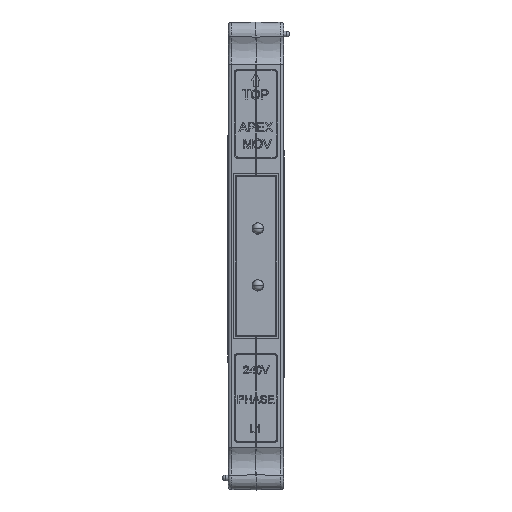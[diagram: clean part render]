
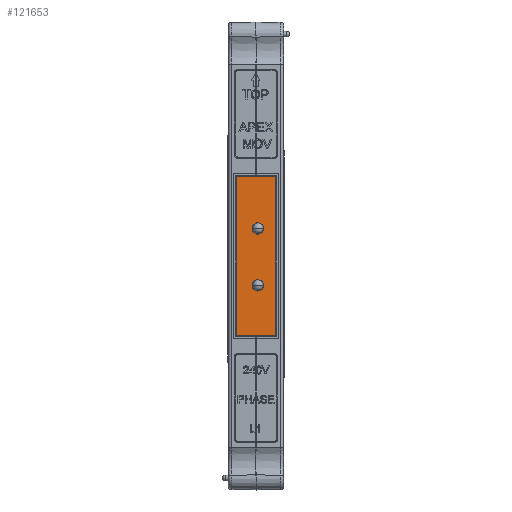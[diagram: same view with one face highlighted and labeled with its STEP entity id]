
A CAD part, top view. The second image highlights one B-rep face of the part: STEP entity #121653.
In plain terms, the highlighted planar face has unit normal (0, 0, 1).
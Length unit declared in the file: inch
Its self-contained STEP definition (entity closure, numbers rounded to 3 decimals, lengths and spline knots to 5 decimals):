
#1198 = LINE ( 'NONE', #58973, #94321 ) ;
#7369 = VECTOR ( 'NONE', #67353, 39.37008 ) ;
#7643 = VERTEX_POINT ( 'NONE', #112993 ) ;
#8818 = CARTESIAN_POINT ( 'NONE',  ( 0.005, 0.505, 0.04 ) ) ;
#9198 = DIRECTION ( 'NONE',  ( 1., 0., 0. ) ) ;
#11358 = VERTEX_POINT ( 'NONE', #25928 ) ;
#12558 = EDGE_LOOP ( 'NONE', ( #93246, #22836, #28773, #55398 ) ) ;
#13076 = VECTOR ( 'NONE', #50040, 39.37008 ) ;
#15190 = ORIENTED_EDGE ( 'NONE', *, *, #70854, .F. ) ;
#15700 = EDGE_CURVE ( 'NONE', #35036, #11358, #123694, .T. ) ;
#17333 = DIRECTION ( 'NONE',  ( 0., 0., 1. ) ) ;
#18601 = FACE_OUTER_BOUND ( 'NONE', #12558, .T. ) ;
#19768 = DIRECTION ( 'NONE',  ( -1., 0., 0. ) ) ;
#20618 = DIRECTION ( 'NONE',  ( 0., 0., -1. ) ) ;
#21079 = DIRECTION ( 'NONE',  ( 1., 0., 0. ) ) ;
#22670 = ORIENTED_EDGE ( 'NONE', *, *, #15700, .F. ) ;
#22836 = ORIENTED_EDGE ( 'NONE', *, *, #111513, .T. ) ;
#23682 = AXIS2_PLACEMENT_3D ( 'NONE', #58320, #20618, #19768 ) ;
#24183 = EDGE_LOOP ( 'NONE', ( #41908, #33181 ) ) ;
#25158 = CARTESIAN_POINT ( 'NONE',  ( 0.395, 1.445, 0.04 ) ) ;
#25928 = CARTESIAN_POINT ( 'NONE',  ( 0.105, 0.505, 0.04 ) ) ;
#26474 = EDGE_CURVE ( 'NONE', #111615, #48952, #1198, .T. ) ;
#28200 = CARTESIAN_POINT ( 'NONE',  ( 0.005, 0.505, 0.04 ) ) ;
#28773 = ORIENTED_EDGE ( 'NONE', *, *, #26474, .T. ) ;
#30774 = CARTESIAN_POINT ( 'NONE',  ( 0.395, -1.445, 0.04 ) ) ;
#33181 = ORIENTED_EDGE ( 'NONE', *, *, #69271, .F. ) ;
#35036 = VERTEX_POINT ( 'NONE', #70407 ) ;
#35414 = CARTESIAN_POINT ( 'NONE',  ( -0.095, -0.495, 0.04 ) ) ;
#36009 = VERTEX_POINT ( 'NONE', #25158 ) ;
#38848 = CARTESIAN_POINT ( 'NONE',  ( -0.395, 1.445, 0.04 ) ) ;
#40194 = VERTEX_POINT ( 'NONE', #35414 ) ;
#41142 = FACE_BOUND ( 'NONE', #96069, .T. ) ;
#41360 = CARTESIAN_POINT ( 'NONE',  ( 0.395, -1.445, 0.04 ) ) ;
#41908 = ORIENTED_EDGE ( 'NONE', *, *, #58801, .F. ) ;
#48739 = PLANE ( 'NONE',  #23682 ) ;
#48952 = VERTEX_POINT ( 'NONE', #50027 ) ;
#50027 = CARTESIAN_POINT ( 'NONE',  ( -0.395, -1.445, 0.04 ) ) ;
#50040 = DIRECTION ( 'NONE',  ( 0., 1., 0. ) ) ;
#51267 = CIRCLE ( 'NONE', #64931, 0.1 ) ;
#54107 = VECTOR ( 'NONE', #122176, 39.37008 ) ;
#55398 = ORIENTED_EDGE ( 'NONE', *, *, #107514, .T. ) ;
#58162 = LINE ( 'NONE', #30774, #13076 ) ;
#58320 = CARTESIAN_POINT ( 'NONE',  ( 0., 0., 0.04 ) ) ;
#58801 = EDGE_CURVE ( 'NONE', #7643, #40194, #93248, .T. ) ;
#58973 = CARTESIAN_POINT ( 'NONE',  ( -0.395, -1.445, 0.04 ) ) ;
#64366 = CARTESIAN_POINT ( 'NONE',  ( 0.005, -0.495, 0.04 ) ) ;
#64931 = AXIS2_PLACEMENT_3D ( 'NONE', #64366, #17333, #94160 ) ;
#67353 = DIRECTION ( 'NONE',  ( -1., 0., 0. ) ) ;
#68246 = DIRECTION ( 'NONE',  ( 0., -1., 0. ) ) ;
#69271 = EDGE_CURVE ( 'NONE', #40194, #7643, #51267, .T. ) ;
#70407 = CARTESIAN_POINT ( 'NONE',  ( -0.095, 0.505, 0.04 ) ) ;
#70854 = EDGE_CURVE ( 'NONE', #11358, #35036, #109333, .T. ) ;
#74092 = FACE_BOUND ( 'NONE', #24183, .T. ) ;
#74889 = DIRECTION ( 'NONE',  ( 1., 0., 0. ) ) ;
#76900 = AXIS2_PLACEMENT_3D ( 'NONE', #121072, #121920, #74889 ) ;
#87123 = EDGE_CURVE ( 'NONE', #109352, #36009, #58162, .T. ) ;
#87475 = CARTESIAN_POINT ( 'NONE',  ( -0.395, 1.445, 0.04 ) ) ;
#93246 = ORIENTED_EDGE ( 'NONE', *, *, #87123, .T. ) ;
#93248 = CIRCLE ( 'NONE', #76900, 0.1 ) ;
#94160 = DIRECTION ( 'NONE',  ( 1., 0., 0. ) ) ;
#94321 = VECTOR ( 'NONE', #68246, 39.37008 ) ;
#94488 = DIRECTION ( 'NONE',  ( 0., 0., 1. ) ) ;
#96069 = EDGE_LOOP ( 'NONE', ( #15190, #22670 ) ) ;
#97003 = DIRECTION ( 'NONE',  ( 0., 0., 1. ) ) ;
#105249 = LINE ( 'NONE', #108776, #54107 ) ;
#107514 = EDGE_CURVE ( 'NONE', #48952, #109352, #105249, .T. ) ;
#108509 = AXIS2_PLACEMENT_3D ( 'NONE', #28200, #94488, #9198 ) ;
#108776 = CARTESIAN_POINT ( 'NONE',  ( -0.395, -1.445, 0.04 ) ) ;
#109333 = CIRCLE ( 'NONE', #108509, 0.1 ) ;
#109352 = VERTEX_POINT ( 'NONE', #41360 ) ;
#111513 = EDGE_CURVE ( 'NONE', #36009, #111615, #112602, .T. ) ;
#111615 = VERTEX_POINT ( 'NONE', #87475 ) ;
#112602 = LINE ( 'NONE', #38848, #7369 ) ;
#112993 = CARTESIAN_POINT ( 'NONE',  ( 0.105, -0.495, 0.04 ) ) ;
#115888 = AXIS2_PLACEMENT_3D ( 'NONE', #8818, #97003, #21079 ) ;
#121072 = CARTESIAN_POINT ( 'NONE',  ( 0.005, -0.495, 0.04 ) ) ;
#121653 = ADVANCED_FACE ( 'NONE', ( #41142, #74092, #18601 ), #48739, .F. ) ;
#121920 = DIRECTION ( 'NONE',  ( 0., 0., 1. ) ) ;
#122176 = DIRECTION ( 'NONE',  ( 1., 0., 0. ) ) ;
#123694 = CIRCLE ( 'NONE', #115888, 0.1 ) ;
